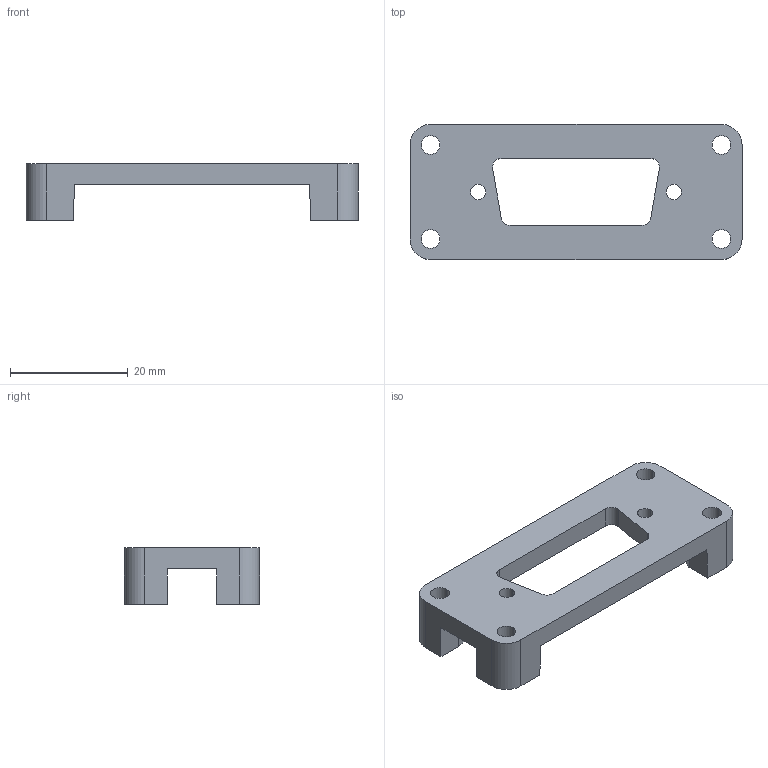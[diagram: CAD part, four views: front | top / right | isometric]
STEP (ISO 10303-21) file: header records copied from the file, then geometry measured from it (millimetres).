
FILE_DESCRIPTION(('Creo Elements/Direct Modeling STEP Export'),'2;1');
FILE_NAME('model.stp','2018-06-26T15:10:14',(''),(''),'Creo Elements/Direct Modeling STEP processor for AP214 (Solid Model)','Creo Elements/Direct Modeling 18.1I 14-Aug-2016 (C) Parametric Technology GmbH','');
FILE_SCHEMA(('AUTOMOTIVE_DESIGN { 1 0 10303 214 1 1 1 1 }'));
Length unit declared in the file: millimetre
Products named in the file (2): HC_D_15_ADP_1_DSUB_15-select
Assembly tree (1 placements, depth 2):
  HC_D_15_ADP_1_DSUB_15-select
    HC_D_15_ADP_1_DSUB_15-select
Bounding box: 56.5 x 23 x 9.6 mm (x, y, z)
Volume: 4340.5 mm3; surface area: 3865.5 mm2
Topology: 1 solids, 1 shells, 58 faces, 156 edges, 104 vertices
Faces by surface type: cylinder 32, plane 26
Entity records: 2285 total; most frequent: ORIENTED_EDGE 312, DIRECTION 304, CARTESIAN_POINT 300, EDGE_CURVE 156, AXIS2_PLACEMENT_3D 108, VERTEX_POINT 104, VECTOR 88, LINE 88
